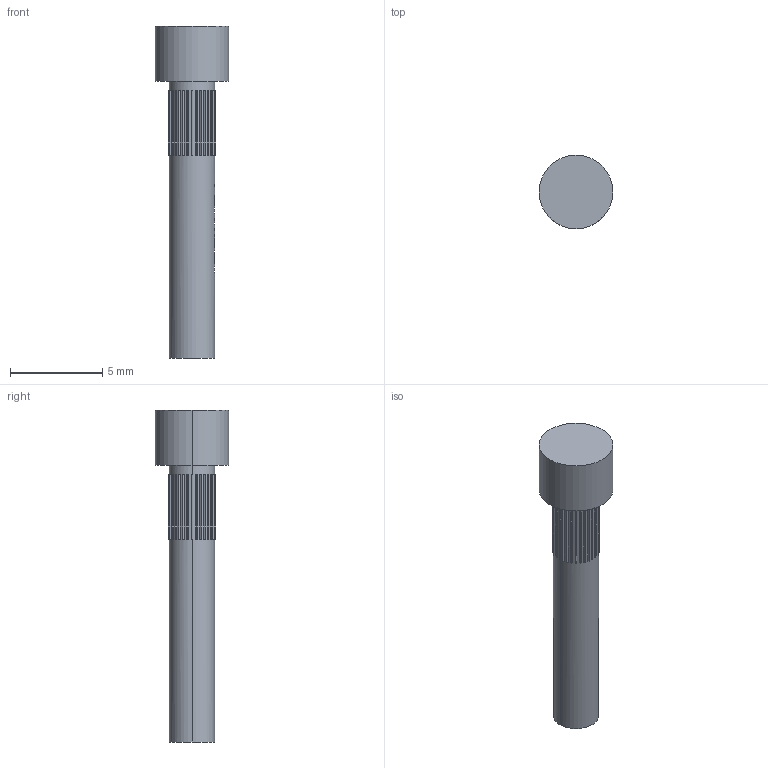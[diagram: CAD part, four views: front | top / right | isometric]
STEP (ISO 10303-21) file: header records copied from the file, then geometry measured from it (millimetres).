
FILE_DESCRIPTION (( 'STEP AP203' ), '1' );
FILE_NAME ('MOD-I-P1.step', '2015-07-09T11:54:35', ( 'firstrun' ), ( 'Hewlett-Packard Company' ), 'SwSTEP 2.0', 'SolidWorks 2012', '' );
FILE_SCHEMA (( 'CONFIG_CONTROL_DESIGN' ));
Length unit declared in the file: millimetre
Products named in the file (1): MOD-I-P1
Bounding box: 4 x 4 x 18 mm (x, y, z)
Volume: 103.2 mm3; surface area: 203.3 mm2
Topology: 1 solids, 1 shells, 292 faces, 763 edges, 507 vertices
Faces by surface type: plane 192, bspline 62, cylinder 36, cone 2
Entity records: 11546 total; most frequent: CARTESIAN_POINT 4715, ORIENTED_EDGE 1522, DIRECTION 1184, EDGE_CURVE 761, VERTEX_POINT 507, AXIS2_PLACEMENT_3D 409, VECTOR 366, LINE 366
